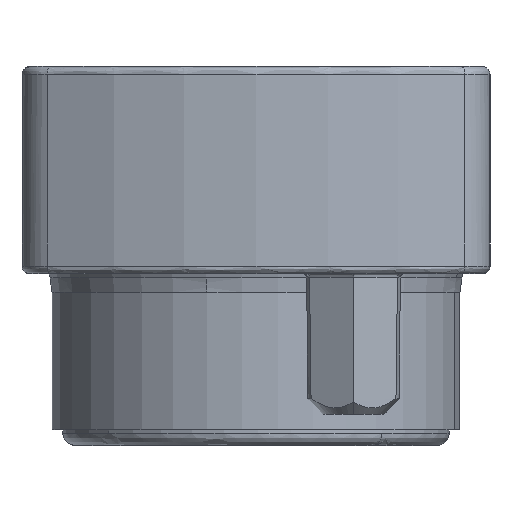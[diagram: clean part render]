
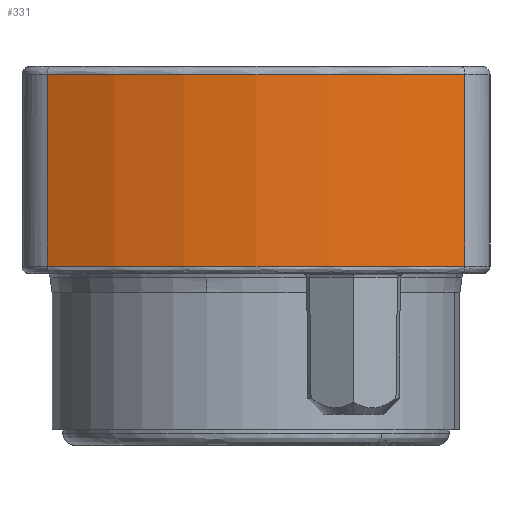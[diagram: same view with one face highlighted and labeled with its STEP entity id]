
A CAD part, left-side view. The second image highlights one B-rep face of the part: STEP entity #331.
In plain terms, the highlighted cylindrical face has radius 7.367 mm (diameter 14.733 mm), a partial arc.
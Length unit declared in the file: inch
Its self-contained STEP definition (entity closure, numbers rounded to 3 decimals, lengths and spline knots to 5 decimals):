
#331 = ADVANCED_FACE ( 'NONE', ( #36870 ), #36904, .T. ) ;
#584 = EDGE_LOOP ( 'NONE', ( #18509, #18510, #18512, #18513 ) ) ;
#4218 = EDGE_CURVE ( 'NONE', #11279, #11282, #28994, .T. ) ;
#4219 = EDGE_CURVE ( 'NONE', #11281, #11284, #28990, .T. ) ;
#6016 = CARTESIAN_POINT ( 'NONE',  ( -4.44792, 0.18492, 0.07485 ) ) ;
#6018 = CARTESIAN_POINT ( 'NONE',  ( -4.44792, -0.08277, 0.19785 ) ) ;
#6019 = CARTESIAN_POINT ( 'NONE',  ( -4.44792, -0.08277, 0.07485 ) ) ;
#6021 = CARTESIAN_POINT ( 'NONE',  ( -4.44792, 0.18492, 0.19785 ) ) ;
#9595 = EDGE_CURVE ( 'NONE', #11281, #11282, #29038, .T. ) ;
#9596 = EDGE_CURVE ( 'NONE', #11284, #11279, #29034, .T. ) ;
#11279 = VERTEX_POINT ( 'NONE', #6016 ) ;
#11281 = VERTEX_POINT ( 'NONE', #6018 ) ;
#11282 = VERTEX_POINT ( 'NONE', #6019 ) ;
#11284 = VERTEX_POINT ( 'NONE', #6021 ) ;
#18509 = ORIENTED_EDGE ( 'NONE', *, *, #9595, .F. ) ;
#18510 = ORIENTED_EDGE ( 'NONE', *, *, #4219, .T. ) ;
#18512 = ORIENTED_EDGE ( 'NONE', *, *, #9596, .T. ) ;
#18513 = ORIENTED_EDGE ( 'NONE', *, *, #4218, .T. ) ;
#28990 = CIRCLE ( 'NONE', #39532, 0.29002 ) ;
#28994 = CIRCLE ( 'NONE', #39531, 0.29002 ) ;
#29034 = LINE ( 'NONE', #31451, #29042 ) ;
#29037 = VECTOR ( 'NONE', #31450, 39.37008 ) ;
#29038 = LINE ( 'NONE', #31449, #29037 ) ;
#29042 = VECTOR ( 'NONE', #31452, 39.37008 ) ;
#30983 = CARTESIAN_POINT ( 'NONE',  ( -4.19062, 0.05108, 0.07485 ) ) ;
#30984 = DIRECTION ( 'NONE',  ( 0., 0., 1. ) ) ;
#30985 = DIRECTION ( 'NONE',  ( 1., 0., 0. ) ) ;
#30988 = CARTESIAN_POINT ( 'NONE',  ( -4.19062, 0.05108, 0.19785 ) ) ;
#30989 = DIRECTION ( 'NONE',  ( 0., 0., -1. ) ) ;
#30990 = DIRECTION ( 'NONE',  ( 1., 0., 0. ) ) ;
#31449 = CARTESIAN_POINT ( 'NONE',  ( -4.44792, -0.08277, 0.06985 ) ) ;
#31450 = DIRECTION ( 'NONE',  ( 0., 0., -1. ) ) ;
#31451 = CARTESIAN_POINT ( 'NONE',  ( -4.44792, 0.18492, 0.06985 ) ) ;
#31452 = DIRECTION ( 'NONE',  ( 0., 0., -1. ) ) ;
#36870 = FACE_OUTER_BOUND ( 'NONE', #584, .T. ) ;
#36904 = CYLINDRICAL_SURFACE ( 'NONE', #38881, 0.29002 ) ;
#38881 = AXIS2_PLACEMENT_3D ( 'NONE', #39896, #39826, #39905 ) ;
#39531 = AXIS2_PLACEMENT_3D ( 'NONE', #30983, #30984, #30985 ) ;
#39532 = AXIS2_PLACEMENT_3D ( 'NONE', #30988, #30989, #30990 ) ;
#39826 = DIRECTION ( 'NONE',  ( 0., 0., 1. ) ) ;
#39896 = CARTESIAN_POINT ( 'NONE',  ( -4.19062, 0.05108, 0.06985 ) ) ;
#39905 = DIRECTION ( 'NONE',  ( 1., 0., 0. ) ) ;
